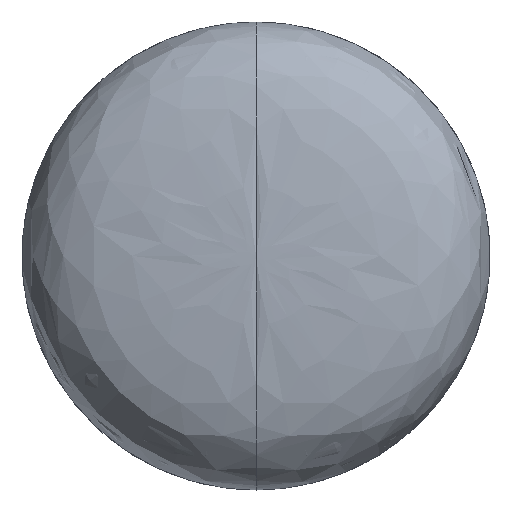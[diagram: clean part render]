
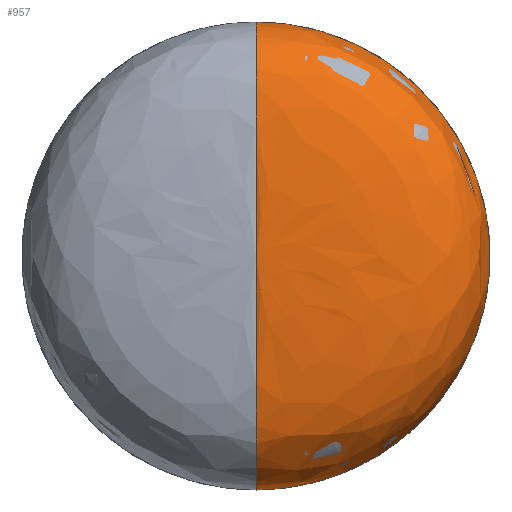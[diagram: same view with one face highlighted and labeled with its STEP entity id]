
A CAD part, top view. The second image highlights one B-rep face of the part: STEP entity #957.
In plain terms, the highlighted free-form (B-spline) face has degree [2, 2] with [4, 5] control points.
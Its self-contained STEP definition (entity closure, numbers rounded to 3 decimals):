
#957=ADVANCED_FACE('',(#1049),#2136,.T.);
#1049=FACE_OUTER_BOUND('',#1149,.T.);
#1149=EDGE_LOOP('',(#1466,#1467,#1468));
#1466=ORIENTED_EDGE('',*,*,#1685,.T.);
#1467=ORIENTED_EDGE('',*,*,#1684,.F.);
#1468=ORIENTED_EDGE('',*,*,#1683,.F.);
#1683=EDGE_CURVE('',#2023,#2024,#1760,.T.);
#1684=EDGE_CURVE('',#2024,#2025,#1893,.T.);
#1685=EDGE_CURVE('',#2023,#2025,#1761,.T.);
#1760=B_SPLINE_CURVE_WITH_KNOTS('',2,(#5501,#5502,#5503,#5504),
 .UNSPECIFIED.,.F.,.F.,(3,1,3),(0.,96.558,190.852),
 .UNSPECIFIED.);
#1761=B_SPLINE_CURVE_WITH_KNOTS('',2,(#5510,#5511,#5512,#5513),
 .UNSPECIFIED.,.F.,.F.,(3,1,3),(0.,96.558,190.852),
 .UNSPECIFIED.);
#1893=(
BOUNDED_CURVE()
B_SPLINE_CURVE(2,(#5505,#5506,#5507,#5508,#5509),.UNSPECIFIED.,.F.,.F.)
B_SPLINE_CURVE_WITH_KNOTS((3,2,3),(-989.506,-742.129,
-494.753),.UNSPECIFIED.)
CURVE()
GEOMETRIC_REPRESENTATION_ITEM()
RATIONAL_B_SPLINE_CURVE((1.,0.707,1.,0.707,1.))
REPRESENTATION_ITEM('')
);
#2023=VERTEX_POINT('',#5498);
#2024=VERTEX_POINT('',#5499);
#2025=VERTEX_POINT('',#5500);
#2136=(
BOUNDED_SURFACE()
B_SPLINE_SURFACE(2,2,((#5478,#5479,#5480,#5481,#5482),(#5483,#5484,#5485,
#5486,#5487),(#5488,#5489,#5490,#5491,#5492),(#5493,#5494,#5495,#5496,#5497)),
 .UNSPECIFIED.,.F.,.F.,.F.)
B_SPLINE_SURFACE_WITH_KNOTS((3,1,3),(3,2,3),(0.,96.558,190.852),
(494.753,742.129,989.506),.UNSPECIFIED.)
GEOMETRIC_REPRESENTATION_ITEM()
RATIONAL_B_SPLINE_SURFACE(((1.,0.707,1.,0.707,1.),
(1.,0.707,1.,0.707,1.),(1.,0.707,1.,
0.707,1.),(1.,0.707,1.,0.707,1.)))
REPRESENTATION_ITEM('')
SURFACE()
);
#5478=CARTESIAN_POINT('',(0.,0.,155.5));
#5479=CARTESIAN_POINT('',(0.,0.,155.5));
#5480=CARTESIAN_POINT('',(0.,0.,155.5));
#5481=CARTESIAN_POINT('',(0.,0.,155.5));
#5482=CARTESIAN_POINT('',(0.,0.,155.5));
#5483=CARTESIAN_POINT('',(0.,-101.902,155.5));
#5484=CARTESIAN_POINT('',(101.902,-101.902,155.5));
#5485=CARTESIAN_POINT('',(101.902,0.,155.5));
#5486=CARTESIAN_POINT('',(101.902,101.902,155.5));
#5487=CARTESIAN_POINT('',(0.,101.902,155.5));
#5488=CARTESIAN_POINT('',(0.,-156.848,120.714));
#5489=CARTESIAN_POINT('',(156.848,-156.848,120.714));
#5490=CARTESIAN_POINT('',(156.848,0.,120.714));
#5491=CARTESIAN_POINT('',(156.848,156.848,120.714));
#5492=CARTESIAN_POINT('',(0.,156.848,120.714));
#5493=CARTESIAN_POINT('',(0.,-157.485,89.03));
#5494=CARTESIAN_POINT('',(157.485,-157.485,89.03));
#5495=CARTESIAN_POINT('',(157.485,0.,89.03));
#5496=CARTESIAN_POINT('',(157.485,157.485,89.03));
#5497=CARTESIAN_POINT('',(0.,157.485,89.03));
#5498=CARTESIAN_POINT('',(0.,0.,155.5));
#5499=CARTESIAN_POINT('',(0.,157.485,89.03));
#5500=CARTESIAN_POINT('',(0.,-157.485,89.03));
#5501=CARTESIAN_POINT('',(0.,0.,155.5));
#5502=CARTESIAN_POINT('',(0.,101.902,155.5));
#5503=CARTESIAN_POINT('',(0.,156.848,120.714));
#5504=CARTESIAN_POINT('',(0.,157.485,89.03));
#5505=CARTESIAN_POINT('',(0.,157.485,89.03));
#5506=CARTESIAN_POINT('',(157.485,157.485,89.03));
#5507=CARTESIAN_POINT('',(157.485,0.,89.03));
#5508=CARTESIAN_POINT('',(157.485,-157.485,89.03));
#5509=CARTESIAN_POINT('',(0.,-157.485,89.03));
#5510=CARTESIAN_POINT('',(0.,0.,155.5));
#5511=CARTESIAN_POINT('',(0.,-101.902,155.5));
#5512=CARTESIAN_POINT('',(0.,-156.848,120.714));
#5513=CARTESIAN_POINT('',(0.,-157.485,89.03));
